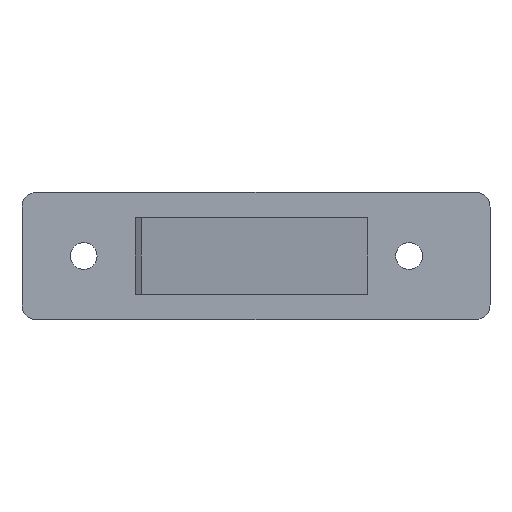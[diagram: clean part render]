
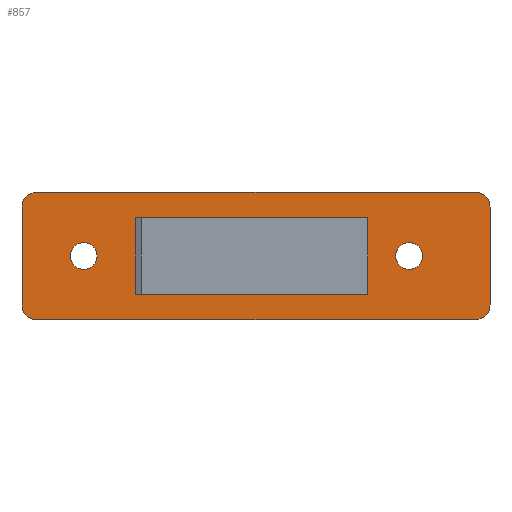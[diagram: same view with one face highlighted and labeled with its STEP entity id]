
A CAD part, front view. The second image highlights one B-rep face of the part: STEP entity #857.
In plain terms, the highlighted planar face has unit normal (0, -1, 0).
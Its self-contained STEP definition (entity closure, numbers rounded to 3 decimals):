
#22 = CARTESIAN_POINT ( 'NONE',  ( 91., 0., -11.85 ) ) ;
#27 = CIRCLE ( 'NONE', #830, 3.15 ) ;
#53 = ORIENTED_EDGE ( 'NONE', *, *, #495, .F. ) ;
#54 = ORIENTED_EDGE ( 'NONE', *, *, #292, .F. ) ;
#57 = LINE ( 'NONE', #341, #807 ) ;
#62 = VERTEX_POINT ( 'NONE', #369 ) ;
#68 = CARTESIAN_POINT ( 'NONE',  ( 81.25, 0., -24. ) ) ;
#78 = DIRECTION ( 'NONE',  ( 1., 0., 0. ) ) ;
#89 = DIRECTION ( 'NONE',  ( 0., -1., 0. ) ) ;
#90 = LINE ( 'NONE', #1180, #1269 ) ;
#92 = EDGE_CURVE ( 'NONE', #1085, #1307, #871, .T. ) ;
#95 = DIRECTION ( 'NONE',  ( 1., 0., 0. ) ) ;
#99 = VECTOR ( 'NONE', #1059, 1000. ) ;
#101 = EDGE_CURVE ( 'NONE', #982, #839, #1058, .T. ) ;
#102 = DIRECTION ( 'NONE',  ( 1., 0., 0. ) ) ;
#104 = CIRCLE ( 'NONE', #1312, 3.5 ) ;
#106 = CARTESIAN_POINT ( 'NONE',  ( 110., 0., 0. ) ) ;
#108 = ORIENTED_EDGE ( 'NONE', *, *, #1284, .F. ) ;
#117 = EDGE_LOOP ( 'NONE', ( #713, #119, #108, #53 ) ) ;
#119 = ORIENTED_EDGE ( 'NONE', *, *, #966, .F. ) ;
#122 = FACE_BOUND ( 'NONE', #348, .T. ) ;
#131 = ORIENTED_EDGE ( 'NONE', *, *, #465, .T. ) ;
#147 = CARTESIAN_POINT ( 'NONE',  ( 14.5, 0., -11.85 ) ) ;
#153 = CARTESIAN_POINT ( 'NONE',  ( 0., 0., -30. ) ) ;
#177 = DIRECTION ( 'NONE',  ( 1., 0., 0. ) ) ;
#183 = DIRECTION ( 'NONE',  ( 1., 0., 0. ) ) ;
#188 = EDGE_CURVE ( 'NONE', #947, #721, #104, .T. ) ;
#190 = AXIS2_PLACEMENT_3D ( 'NONE', #484, #500, #183 ) ;
#193 = LINE ( 'NONE', #743, #99 ) ;
#200 = DIRECTION ( 'NONE',  ( 1., 0., 0. ) ) ;
#211 = VECTOR ( 'NONE', #777, 1000. ) ;
#212 = AXIS2_PLACEMENT_3D ( 'NONE', #728, #240, #347 ) ;
#215 = AXIS2_PLACEMENT_3D ( 'NONE', #692, #89, #386 ) ;
#221 = ORIENTED_EDGE ( 'NONE', *, *, #726, .F. ) ;
#224 = PLANE ( 'NONE',  #212 ) ;
#240 = DIRECTION ( 'NONE',  ( 0., -1., 0. ) ) ;
#290 = VERTEX_POINT ( 'NONE', #1314 ) ;
#291 = CARTESIAN_POINT ( 'NONE',  ( 110., 0., -26.5 ) ) ;
#292 = EDGE_CURVE ( 'NONE', #839, #982, #550, .T. ) ;
#304 = EDGE_LOOP ( 'NONE', ( #54, #1003 ) ) ;
#319 = VERTEX_POINT ( 'NONE', #992 ) ;
#328 = AXIS2_PLACEMENT_3D ( 'NONE', #1011, #1103, #78 ) ;
#341 = CARTESIAN_POINT ( 'NONE',  ( 110., 0., -24. ) ) ;
#347 = DIRECTION ( 'NONE',  ( 1., 0., 0. ) ) ;
#348 = EDGE_LOOP ( 'NONE', ( #829, #1066 ) ) ;
#369 = CARTESIAN_POINT ( 'NONE',  ( 0., 0., -3.5 ) ) ;
#374 = CARTESIAN_POINT ( 'NONE',  ( 14.5, 0., -15. ) ) ;
#386 = DIRECTION ( 'NONE',  ( 1., 0., 0. ) ) ;
#390 = CIRCLE ( 'NONE', #1165, 3.5 ) ;
#397 = ORIENTED_EDGE ( 'NONE', *, *, #555, .T. ) ;
#398 = AXIS2_PLACEMENT_3D ( 'NONE', #374, #486, #999 ) ;
#408 = DIRECTION ( 'NONE',  ( 0., -1., 0. ) ) ;
#418 = VECTOR ( 'NONE', #946, 1000. ) ;
#422 = EDGE_CURVE ( 'NONE', #1170, #290, #650, .T. ) ;
#425 = EDGE_CURVE ( 'NONE', #1127, #1171, #515, .T. ) ;
#426 = ORIENTED_EDGE ( 'NONE', *, *, #617, .T. ) ;
#460 = DIRECTION ( 'NONE',  ( 1., 0., 0. ) ) ;
#465 = EDGE_CURVE ( 'NONE', #606, #62, #390, .T. ) ;
#474 = CARTESIAN_POINT ( 'NONE',  ( 3.5, 0., 0. ) ) ;
#481 = VECTOR ( 'NONE', #877, 1000. ) ;
#484 = CARTESIAN_POINT ( 'NONE',  ( 106.5, 0., -26.5 ) ) ;
#486 = DIRECTION ( 'NONE',  ( 0., -1., 0. ) ) ;
#495 = EDGE_CURVE ( 'NONE', #546, #319, #1203, .T. ) ;
#500 = DIRECTION ( 'NONE',  ( 0., -1., 0. ) ) ;
#501 = CARTESIAN_POINT ( 'NONE',  ( 106.5, 0., -3.5 ) ) ;
#506 = ORIENTED_EDGE ( 'NONE', *, *, #1142, .F. ) ;
#515 = CIRCLE ( 'NONE', #190, 3.5 ) ;
#516 = CARTESIAN_POINT ( 'NONE',  ( 106.5, 0., 0. ) ) ;
#521 = FACE_BOUND ( 'NONE', #117, .T. ) ;
#526 = CARTESIAN_POINT ( 'NONE',  ( 14.5, 0., -15. ) ) ;
#546 = VERTEX_POINT ( 'NONE', #610 ) ;
#550 = CIRCLE ( 'NONE', #328, 3.15 ) ;
#555 = EDGE_CURVE ( 'NONE', #290, #1127, #90, .T. ) ;
#560 = ORIENTED_EDGE ( 'NONE', *, *, #422, .T. ) ;
#572 = CARTESIAN_POINT ( 'NONE',  ( 26.571, 0., -24. ) ) ;
#589 = CARTESIAN_POINT ( 'NONE',  ( 3.5, 0., -26.5 ) ) ;
#606 = VERTEX_POINT ( 'NONE', #474 ) ;
#610 = CARTESIAN_POINT ( 'NONE',  ( 81.25, 0., -6. ) ) ;
#617 = EDGE_CURVE ( 'NONE', #1171, #947, #1060, .T. ) ;
#627 = DIRECTION ( 'NONE',  ( 1., 0., 0. ) ) ;
#650 = CIRCLE ( 'NONE', #818, 3.5 ) ;
#653 = DIRECTION ( 'NONE',  ( 0., 0., 1. ) ) ;
#659 = CARTESIAN_POINT ( 'NONE',  ( 26.571, 0., -30. ) ) ;
#675 = ORIENTED_EDGE ( 'NONE', *, *, #188, .T. ) ;
#679 = DIRECTION ( 'NONE',  ( 0., -1., 0. ) ) ;
#692 = CARTESIAN_POINT ( 'NONE',  ( 91., 0., -15. ) ) ;
#695 = CARTESIAN_POINT ( 'NONE',  ( 0., 0., -26.5 ) ) ;
#697 = LINE ( 'NONE', #106, #755 ) ;
#704 = DIRECTION ( 'NONE',  ( 0., -1., 0. ) ) ;
#706 = CARTESIAN_POINT ( 'NONE',  ( 3.5, 0., -3.5 ) ) ;
#713 = ORIENTED_EDGE ( 'NONE', *, *, #860, .F. ) ;
#715 = LINE ( 'NONE', #659, #418 ) ;
#721 = VERTEX_POINT ( 'NONE', #516 ) ;
#726 = EDGE_CURVE ( 'NONE', #606, #721, #697, .T. ) ;
#728 = CARTESIAN_POINT ( 'NONE',  ( 110., 0., -30. ) ) ;
#740 = CARTESIAN_POINT ( 'NONE',  ( 91., 0., -18.15 ) ) ;
#743 = CARTESIAN_POINT ( 'NONE',  ( 81.25, 0., -30. ) ) ;
#746 = CARTESIAN_POINT ( 'NONE',  ( 14.5, 0., -18.15 ) ) ;
#755 = VECTOR ( 'NONE', #102, 1000. ) ;
#765 = CARTESIAN_POINT ( 'NONE',  ( 106.5, 0., -30. ) ) ;
#777 = DIRECTION ( 'NONE',  ( 0., 0., 1. ) ) ;
#807 = VECTOR ( 'NONE', #1047, 1000. ) ;
#818 = AXIS2_PLACEMENT_3D ( 'NONE', #589, #679, #177 ) ;
#829 = ORIENTED_EDGE ( 'NONE', *, *, #92, .F. ) ;
#830 = AXIS2_PLACEMENT_3D ( 'NONE', #526, #1255, #627 ) ;
#837 = EDGE_CURVE ( 'NONE', #1307, #1085, #27, .T. ) ;
#839 = VERTEX_POINT ( 'NONE', #22 ) ;
#857 = ADVANCED_FACE ( 'NONE', ( #521, #122, #1313, #1117 ), #224, .T. ) ;
#860 = EDGE_CURVE ( 'NONE', #1050, #546, #193, .T. ) ;
#871 = CIRCLE ( 'NONE', #398, 3.15 ) ;
#877 = DIRECTION ( 'NONE',  ( -1., 0., 0. ) ) ;
#946 = DIRECTION ( 'NONE',  ( 0., 0., -1. ) ) ;
#947 = VERTEX_POINT ( 'NONE', #1265 ) ;
#966 = EDGE_CURVE ( 'NONE', #1080, #1050, #57, .T. ) ;
#982 = VERTEX_POINT ( 'NONE', #740 ) ;
#992 = CARTESIAN_POINT ( 'NONE',  ( 26.571, 0., -6. ) ) ;
#995 = VECTOR ( 'NONE', #653, 1000. ) ;
#999 = DIRECTION ( 'NONE',  ( 1., 0., 0. ) ) ;
#1003 = ORIENTED_EDGE ( 'NONE', *, *, #101, .F. ) ;
#1011 = CARTESIAN_POINT ( 'NONE',  ( 91., 0., -15. ) ) ;
#1047 = DIRECTION ( 'NONE',  ( 1., 0., 0. ) ) ;
#1050 = VERTEX_POINT ( 'NONE', #68 ) ;
#1058 = CIRCLE ( 'NONE', #215, 3.15 ) ;
#1059 = DIRECTION ( 'NONE',  ( 0., 0., 1. ) ) ;
#1060 = LINE ( 'NONE', #1279, #995 ) ;
#1066 = ORIENTED_EDGE ( 'NONE', *, *, #837, .F. ) ;
#1080 = VERTEX_POINT ( 'NONE', #572 ) ;
#1085 = VERTEX_POINT ( 'NONE', #147 ) ;
#1097 = ORIENTED_EDGE ( 'NONE', *, *, #425, .T. ) ;
#1103 = DIRECTION ( 'NONE',  ( 0., -1., 0. ) ) ;
#1117 = FACE_OUTER_BOUND ( 'NONE', #1327, .T. ) ;
#1127 = VERTEX_POINT ( 'NONE', #765 ) ;
#1142 = EDGE_CURVE ( 'NONE', #1170, #62, #1198, .T. ) ;
#1165 = AXIS2_PLACEMENT_3D ( 'NONE', #706, #408, #200 ) ;
#1170 = VERTEX_POINT ( 'NONE', #695 ) ;
#1171 = VERTEX_POINT ( 'NONE', #291 ) ;
#1180 = CARTESIAN_POINT ( 'NONE',  ( 110., 0., -30. ) ) ;
#1198 = LINE ( 'NONE', #153, #211 ) ;
#1203 = LINE ( 'NONE', #1322, #481 ) ;
#1255 = DIRECTION ( 'NONE',  ( 0., -1., 0. ) ) ;
#1265 = CARTESIAN_POINT ( 'NONE',  ( 110., 0., -3.5 ) ) ;
#1269 = VECTOR ( 'NONE', #460, 1000. ) ;
#1279 = CARTESIAN_POINT ( 'NONE',  ( 110., 0., -30. ) ) ;
#1284 = EDGE_CURVE ( 'NONE', #319, #1080, #715, .T. ) ;
#1307 = VERTEX_POINT ( 'NONE', #746 ) ;
#1312 = AXIS2_PLACEMENT_3D ( 'NONE', #501, #704, #95 ) ;
#1313 = FACE_BOUND ( 'NONE', #304, .T. ) ;
#1314 = CARTESIAN_POINT ( 'NONE',  ( 3.5, 0., -30. ) ) ;
#1322 = CARTESIAN_POINT ( 'NONE',  ( 110., 0., -6. ) ) ;
#1327 = EDGE_LOOP ( 'NONE', ( #506, #560, #397, #1097, #426, #675, #221, #131 ) ) ;
